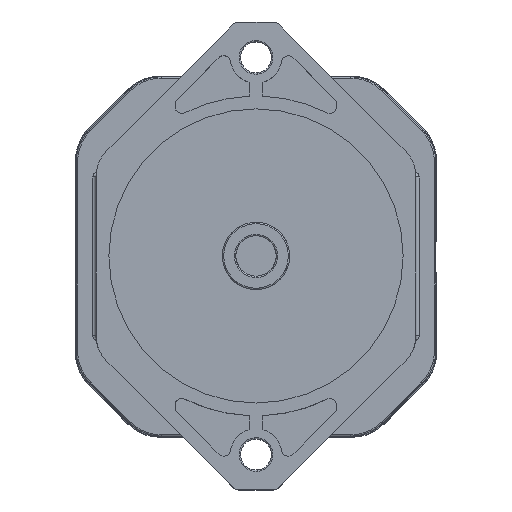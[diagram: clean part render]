
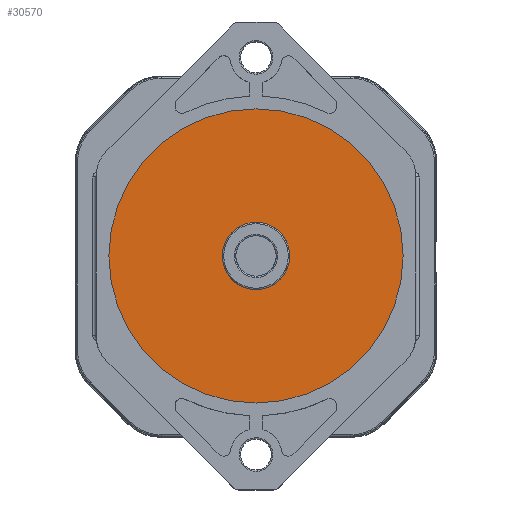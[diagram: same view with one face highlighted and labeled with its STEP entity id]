
A CAD part, top view. The second image highlights one B-rep face of the part: STEP entity #30570.
In plain terms, the highlighted planar face has unit normal (0, 0, 1).
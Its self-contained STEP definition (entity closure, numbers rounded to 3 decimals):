
#27919=CARTESIAN_POINT('',(-6.122,1.289,7.494));
#27920=DIRECTION('',(0.,0.,1.));
#27921=DIRECTION('',(0.,1.,0.));
#27922=AXIS2_PLACEMENT_3D('',#27919,#27920,#27921);
#27924=CARTESIAN_POINT('',(-6.122,1.289,7.494));
#27925=DIRECTION('',(0.,0.,1.));
#27926=DIRECTION('',(0.,-1.,0.));
#27927=AXIS2_PLACEMENT_3D('',#27924,#27925,#27926);
#27929=CARTESIAN_POINT('',(-6.122,1.289,7.494));
#27930=DIRECTION('',(0.,0.,-1.));
#27931=DIRECTION('',(0.,1.,0.));
#27932=AXIS2_PLACEMENT_3D('',#27929,#27930,#27931);
#27934=CARTESIAN_POINT('',(-6.122,1.289,7.494));
#27935=DIRECTION('',(0.,0.,-1.));
#27936=DIRECTION('',(0.,-1.,0.));
#27937=AXIS2_PLACEMENT_3D('',#27934,#27935,#27936);
#28749=CARTESIAN_POINT('',(-6.122,-20.561,7.494));
#28750=VERTEX_POINT('',#28749);
#28751=CARTESIAN_POINT('',(-6.122,23.139,7.494));
#28752=VERTEX_POINT('',#28751);
#28753=CARTESIAN_POINT('',(-6.122,6.289,7.494));
#28754=CARTESIAN_POINT('',(-6.122,-3.711,7.494));
#28755=VERTEX_POINT('',#28753);
#28756=VERTEX_POINT('',#28754);
#30555=CARTESIAN_POINT('',(-6.122,1.289,7.494));
#30556=DIRECTION('',(0.,0.,1.));
#30557=DIRECTION('',(0.,1.,0.));
#30558=AXIS2_PLACEMENT_3D('',#30555,#30556,#30557);
#30559=PLANE('',#30558);
#30560=ORIENTED_EDGE('',*,*,#30537,.F.);
#30561=ORIENTED_EDGE('',*,*,#30549,.F.);
#30562=EDGE_LOOP('',(#30560,#30561));
#30563=FACE_OUTER_BOUND('',#30562,.F.);
#30565=ORIENTED_EDGE('',*,*,#30564,.F.);
#30567=ORIENTED_EDGE('',*,*,#30566,.F.);
#30568=EDGE_LOOP('',(#30565,#30567));
#30569=FACE_BOUND('',#30568,.F.);
#30570=ADVANCED_FACE('',(#30563,#30569),#30559,.T.);
#27923=CIRCLE('',#27922,21.85);
#27928=CIRCLE('',#27927,21.85);
#27933=CIRCLE('',#27932,5.);
#27938=CIRCLE('',#27937,5.);
#30537=EDGE_CURVE('',#28752,#28750,#27923,.T.);
#30549=EDGE_CURVE('',#28750,#28752,#27928,.T.);
#30564=EDGE_CURVE('',#28755,#28756,#27933,.T.);
#30566=EDGE_CURVE('',#28756,#28755,#27938,.T.);
